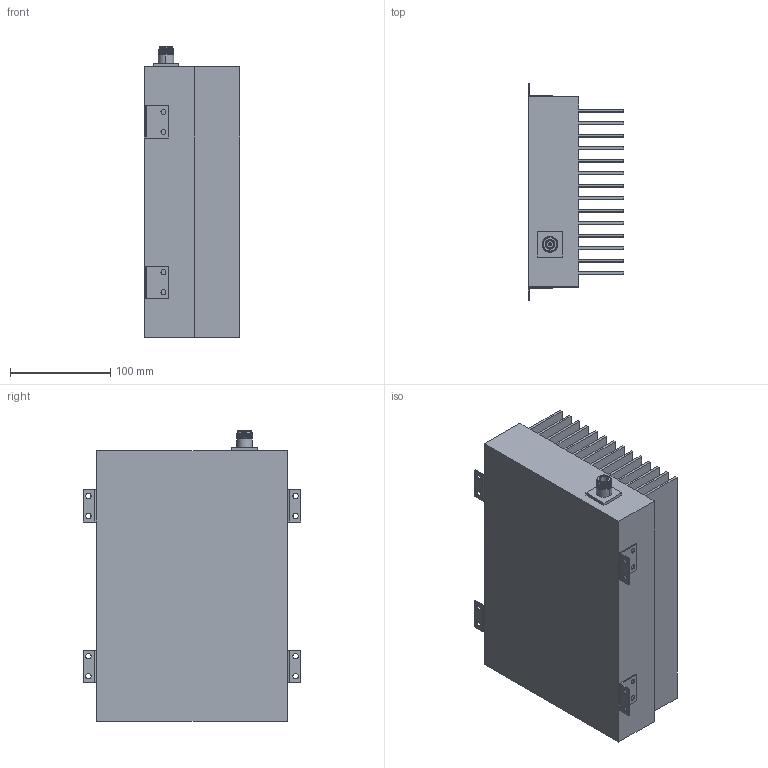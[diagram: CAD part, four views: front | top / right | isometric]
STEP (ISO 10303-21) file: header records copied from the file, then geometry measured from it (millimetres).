
FILE_DESCRIPTION (( 'STEP AP214' ), '1' );
FILE_NAME ('FMTR1156_3D.step', '2023-03-13T23:54:28', ( '' ), ( '' ), 'SwSTEP 2.0', 'SolidWorks 2022', '' );
FILE_SCHEMA (( 'AUTOMOTIVE_DESIGN' ));
Length unit declared in the file: inch
Products named in the file (7): FMTR1156_3D; Copy of QT-0309^FMTR1156; Copy (4) of Bracket^FMTR1156; Copy of Bracket^FMTR1156; Copy (3) of Bracket^FMTR1156; Copy of N-Type^FMTR1156; Copy (2) of Bracket^FMTR1156
Assembly tree (6 placements, depth 2):
  FMTR1156_3D
    Copy of QT-0309^FMTR1156
    Copy of N-Type^FMTR1156
    Copy of Bracket^FMTR1156
    Copy (2) of Bracket^FMTR1156
    Copy (3) of Bracket^FMTR1156
    Copy (4) of Bracket^FMTR1156
Bounding box: 95 x 217 x 290.1 mm (x, y, z)
Volume: 2998939 mm3; surface area: 503286.6 mm2
Topology: 6 solids, 6 shells, 225 faces, 602 edges, 397 vertices
Faces by surface type: plane 120, cylinder 80, cone 22, bspline 3
Entity records: 8706 total; most frequent: CARTESIAN_POINT 2752, ORIENTED_EDGE 1204, DIRECTION 1139, EDGE_CURVE 602, VERTEX_POINT 397, AXIS2_PLACEMENT_3D 383, LINE 373, VECTOR 373
